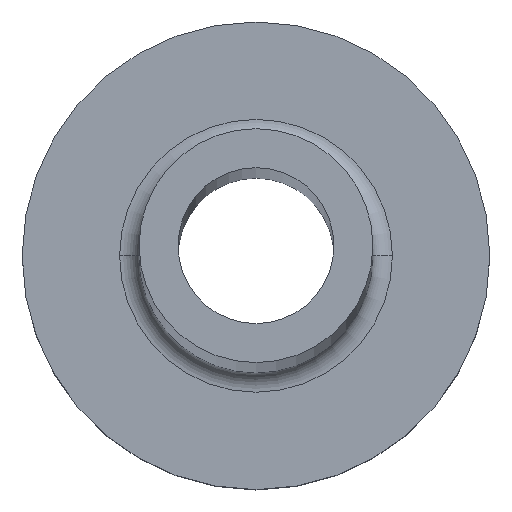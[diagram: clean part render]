
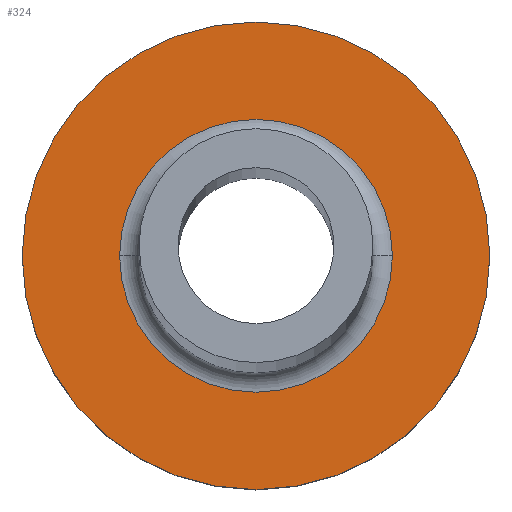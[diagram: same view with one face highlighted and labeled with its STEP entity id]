
A CAD part, top view. The second image highlights one B-rep face of the part: STEP entity #324.
In plain terms, the highlighted planar face has unit normal (0, 0, 1).
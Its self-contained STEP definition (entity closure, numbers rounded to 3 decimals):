
#1 = VERTEX_POINT ( 'NONE', #334 ) ;
#14 = CARTESIAN_POINT ( 'NONE',  ( 0., 0., 5. ) ) ;
#19 = EDGE_CURVE ( 'NONE', #261, #224, #73, .T. ) ;
#29 = EDGE_LOOP ( 'NONE', ( #219, #318 ) ) ;
#38 = EDGE_CURVE ( 'NONE', #328, #1, #125, .T. ) ;
#39 = CIRCLE ( 'NONE', #227, 6. ) ;
#60 = CARTESIAN_POINT ( 'NONE',  ( -3.5, 0., 5. ) ) ;
#70 = CARTESIAN_POINT ( 'NONE',  ( 0., 0., 5. ) ) ;
#72 = DIRECTION ( 'NONE',  ( 1., 0., 0. ) ) ;
#73 = CIRCLE ( 'NONE', #264, 3.5 ) ;
#74 = CARTESIAN_POINT ( 'NONE',  ( 0., 0., 5. ) ) ;
#81 = CARTESIAN_POINT ( 'NONE',  ( -6., 0., 5. ) ) ;
#84 = PLANE ( 'NONE',  #257 ) ;
#88 = DIRECTION ( 'NONE',  ( 1., 0., 0. ) ) ;
#89 = DIRECTION ( 'NONE',  ( 0., 0., 1. ) ) ;
#91 = CIRCLE ( 'NONE', #174, 3.5 ) ;
#94 = DIRECTION ( 'NONE',  ( 1., 0., 0. ) ) ;
#109 = DIRECTION ( 'NONE',  ( 0., 0., 1. ) ) ;
#122 = DIRECTION ( 'NONE',  ( 0., 0., -1. ) ) ;
#125 = CIRCLE ( 'NONE', #271, 6. ) ;
#143 = EDGE_CURVE ( 'NONE', #224, #261, #91, .T. ) ;
#174 = AXIS2_PLACEMENT_3D ( 'NONE', #74, #122, #72 ) ;
#176 = DIRECTION ( 'NONE',  ( 1., 0., 0. ) ) ;
#219 = ORIENTED_EDGE ( 'NONE', *, *, #38, .T. ) ;
#223 = CARTESIAN_POINT ( 'NONE',  ( 3.5, 0., 5. ) ) ;
#224 = VERTEX_POINT ( 'NONE', #223 ) ;
#227 = AXIS2_PLACEMENT_3D ( 'NONE', #262, #109, #260 ) ;
#251 = ORIENTED_EDGE ( 'NONE', *, *, #143, .T. ) ;
#257 = AXIS2_PLACEMENT_3D ( 'NONE', #323, #89, #88 ) ;
#259 = ORIENTED_EDGE ( 'NONE', *, *, #19, .T. ) ;
#260 = DIRECTION ( 'NONE',  ( 1., 0., 0. ) ) ;
#261 = VERTEX_POINT ( 'NONE', #60 ) ;
#262 = CARTESIAN_POINT ( 'NONE',  ( 0., 0., 5. ) ) ;
#264 = AXIS2_PLACEMENT_3D ( 'NONE', #14, #364, #176 ) ;
#271 = AXIS2_PLACEMENT_3D ( 'NONE', #70, #359, #94 ) ;
#288 = FACE_OUTER_BOUND ( 'NONE', #29, .T. ) ;
#316 = EDGE_CURVE ( 'NONE', #1, #328, #39, .T. ) ;
#318 = ORIENTED_EDGE ( 'NONE', *, *, #316, .T. ) ;
#323 = CARTESIAN_POINT ( 'NONE',  ( 0., 0., 5. ) ) ;
#324 = ADVANCED_FACE ( 'NONE', ( #353, #288 ), #84, .T. ) ;
#328 = VERTEX_POINT ( 'NONE', #81 ) ;
#334 = CARTESIAN_POINT ( 'NONE',  ( 6., 0., 5. ) ) ;
#352 = EDGE_LOOP ( 'NONE', ( #251, #259 ) ) ;
#353 = FACE_BOUND ( 'NONE', #352, .T. ) ;
#359 = DIRECTION ( 'NONE',  ( 0., 0., 1. ) ) ;
#364 = DIRECTION ( 'NONE',  ( 0., 0., -1. ) ) ;
